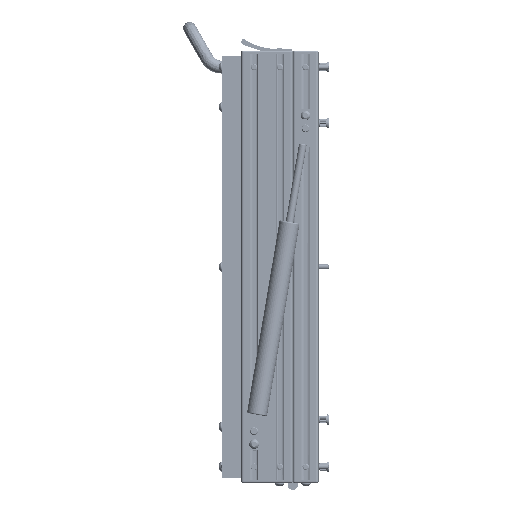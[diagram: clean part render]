
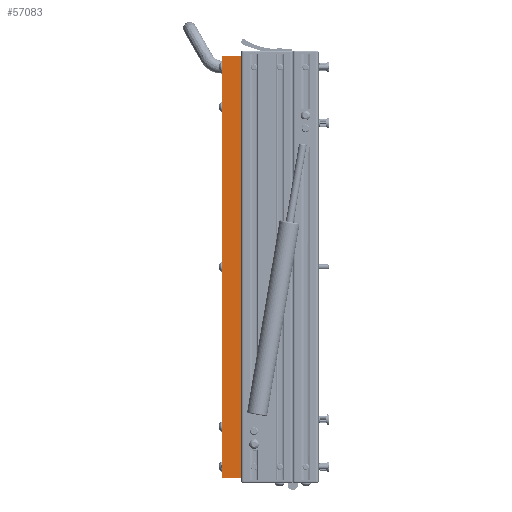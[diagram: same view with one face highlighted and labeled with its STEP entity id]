
A CAD part, left-side view. The second image highlights one B-rep face of the part: STEP entity #57083.
In plain terms, the highlighted planar face has unit normal (-1, 0, 0).
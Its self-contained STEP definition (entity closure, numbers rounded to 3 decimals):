
#6703 = VERTEX_POINT ( 'NONE', #23391 ) ;
#8655 = DIRECTION ( 'NONE',  ( 1., 0., 0. ) ) ;
#9782 = LINE ( 'NONE', #26757, #43213 ) ;
#10340 = CARTESIAN_POINT ( 'NONE',  ( 0., 15., 0. ) ) ;
#15817 = DIRECTION ( 'NONE',  ( 0., 0., 1. ) ) ;
#16522 = CARTESIAN_POINT ( 'NONE',  ( 0., 15., 0. ) ) ;
#16824 = CARTESIAN_POINT ( 'NONE',  ( 0., 15., 0. ) ) ;
#20713 = FACE_OUTER_BOUND ( 'NONE', #43367, .T. ) ;
#23391 = CARTESIAN_POINT ( 'NONE',  ( 0., 0., 0. ) ) ;
#26757 = CARTESIAN_POINT ( 'NONE',  ( 0., 0., 0. ) ) ;
#27432 = VERTEX_POINT ( 'NONE', #41375 ) ;
#29658 = AXIS2_PLACEMENT_3D ( 'NONE', #47873, #8655, #65579 ) ;
#30713 = CARTESIAN_POINT ( 'NONE',  ( 0., 15., -328. ) ) ;
#31638 = EDGE_CURVE ( 'NONE', #37823, #6703, #9782, .T. ) ;
#33955 = VECTOR ( 'NONE', #39524, 1000. ) ;
#37823 = VERTEX_POINT ( 'NONE', #66272 ) ;
#39524 = DIRECTION ( 'NONE',  ( 0., 0., 1. ) ) ;
#41375 = CARTESIAN_POINT ( 'NONE',  ( 0., 15., -328. ) ) ;
#43199 = VECTOR ( 'NONE', #68011, 1000. ) ;
#43213 = VECTOR ( 'NONE', #15817, 1000. ) ;
#43367 = EDGE_LOOP ( 'NONE', ( #50589, #51445, #54947, #47872 ) ) ;
#44764 = EDGE_CURVE ( 'NONE', #59585, #6703, #69137, .T. ) ;
#47872 = ORIENTED_EDGE ( 'NONE', *, *, #51400, .T. ) ;
#47873 = CARTESIAN_POINT ( 'NONE',  ( 0., 15., 0. ) ) ;
#50589 = ORIENTED_EDGE ( 'NONE', *, *, #31638, .T. ) ;
#50717 = EDGE_CURVE ( 'NONE', #27432, #59585, #68168, .T. ) ;
#51400 = EDGE_CURVE ( 'NONE', #27432, #37823, #58990, .T. ) ;
#51445 = ORIENTED_EDGE ( 'NONE', *, *, #44764, .F. ) ;
#53712 = DIRECTION ( 'NONE',  ( 0., -1., 0. ) ) ;
#54947 = ORIENTED_EDGE ( 'NONE', *, *, #50717, .F. ) ;
#56884 = VECTOR ( 'NONE', #53712, 1000. ) ;
#57083 = ADVANCED_FACE ( 'NONE', ( #20713 ), #71253, .F. ) ;
#58990 = LINE ( 'NONE', #30713, #56884 ) ;
#59585 = VERTEX_POINT ( 'NONE', #16824 ) ;
#65579 = DIRECTION ( 'NONE',  ( 0., 0., -1. ) ) ;
#66272 = CARTESIAN_POINT ( 'NONE',  ( 0., 0., -328. ) ) ;
#68011 = DIRECTION ( 'NONE',  ( 0., -1., 0. ) ) ;
#68168 = LINE ( 'NONE', #16522, #33955 ) ;
#69137 = LINE ( 'NONE', #10340, #43199 ) ;
#71253 = PLANE ( 'NONE',  #29658 ) ;
